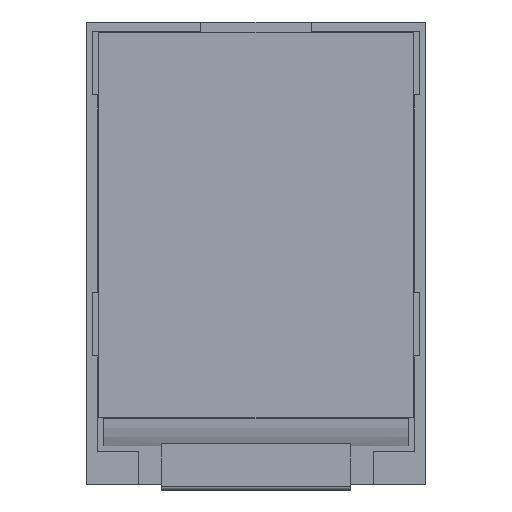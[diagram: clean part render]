
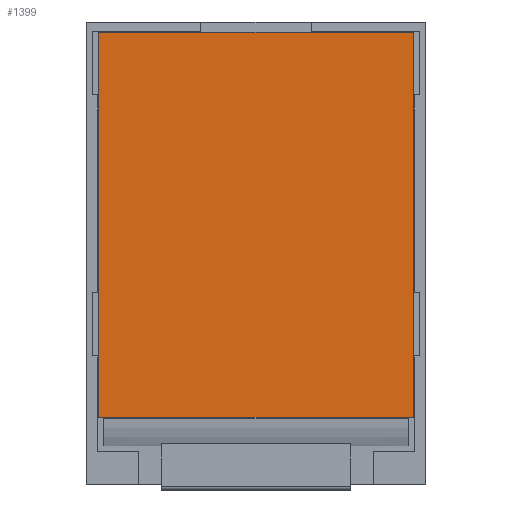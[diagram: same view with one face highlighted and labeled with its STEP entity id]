
A CAD part, top view. The second image highlights one B-rep face of the part: STEP entity #1399.
In plain terms, the highlighted planar face has unit normal (0, 0, 1).
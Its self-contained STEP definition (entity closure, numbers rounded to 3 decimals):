
#12 = DIRECTION ( 'NONE',  ( 1., 0., 0. ) ) ;
#73 = VERTEX_POINT ( 'NONE', #866 ) ;
#108 = ORIENTED_EDGE ( 'NONE', *, *, #920, .F. ) ;
#113 = DIRECTION ( 'NONE',  ( 0., -1., 0. ) ) ;
#159 = VECTOR ( 'NONE', #948, 1000. ) ;
#195 = CARTESIAN_POINT ( 'NONE',  ( 17.437, -18.212, 3.85 ) ) ;
#315 = VECTOR ( 'NONE', #12, 1000. ) ;
#339 = CARTESIAN_POINT ( 'NONE',  ( -17.437, -18.212, 3.85 ) ) ;
#364 = DIRECTION ( 'NONE',  ( 0., 1., 0. ) ) ;
#383 = LINE ( 'NONE', #936, #385 ) ;
#385 = VECTOR ( 'NONE', #364, 1000. ) ;
#505 = LINE ( 'NONE', #799, #1706 ) ;
#573 = PLANE ( 'NONE',  #1639 ) ;
#653 = ORIENTED_EDGE ( 'NONE', *, *, #1008, .F. ) ;
#658 = CARTESIAN_POINT ( 'NONE',  ( 17.437, 24.409, 3.85 ) ) ;
#688 = CARTESIAN_POINT ( 'NONE',  ( -17.437, 24.409, 3.85 ) ) ;
#718 = DIRECTION ( 'NONE',  ( 0., 0., -1. ) ) ;
#799 = CARTESIAN_POINT ( 'NONE',  ( 17.437, 24.409, 3.85 ) ) ;
#811 = LINE ( 'NONE', #195, #159 ) ;
#851 = ORIENTED_EDGE ( 'NONE', *, *, #911, .F. ) ;
#864 = FACE_OUTER_BOUND ( 'NONE', #1655, .T. ) ;
#866 = CARTESIAN_POINT ( 'NONE',  ( 17.437, -18.212, 3.85 ) ) ;
#911 = EDGE_CURVE ( 'NONE', #1858, #73, #505, .T. ) ;
#920 = EDGE_CURVE ( 'NONE', #1890, #1692, #383, .T. ) ;
#936 = CARTESIAN_POINT ( 'NONE',  ( -17.437, -18.212, 3.85 ) ) ;
#948 = DIRECTION ( 'NONE',  ( -1., 0., 0. ) ) ;
#1008 = EDGE_CURVE ( 'NONE', #73, #1890, #811, .T. ) ;
#1037 = EDGE_CURVE ( 'NONE', #1692, #1858, #1493, .T. ) ;
#1255 = DIRECTION ( 'NONE',  ( 0., -1., 0. ) ) ;
#1344 = CARTESIAN_POINT ( 'NONE',  ( -17.437, 24.409, 3.85 ) ) ;
#1399 = ADVANCED_FACE ( 'NONE', ( #864 ), #573, .F. ) ;
#1446 = CARTESIAN_POINT ( 'NONE',  ( 0., 0., 3.85 ) ) ;
#1493 = LINE ( 'NONE', #1344, #315 ) ;
#1639 = AXIS2_PLACEMENT_3D ( 'NONE', #1446, #718, #113 ) ;
#1655 = EDGE_LOOP ( 'NONE', ( #108, #653, #851, #1721 ) ) ;
#1692 = VERTEX_POINT ( 'NONE', #688 ) ;
#1706 = VECTOR ( 'NONE', #1255, 1000. ) ;
#1721 = ORIENTED_EDGE ( 'NONE', *, *, #1037, .F. ) ;
#1858 = VERTEX_POINT ( 'NONE', #658 ) ;
#1890 = VERTEX_POINT ( 'NONE', #339 ) ;
